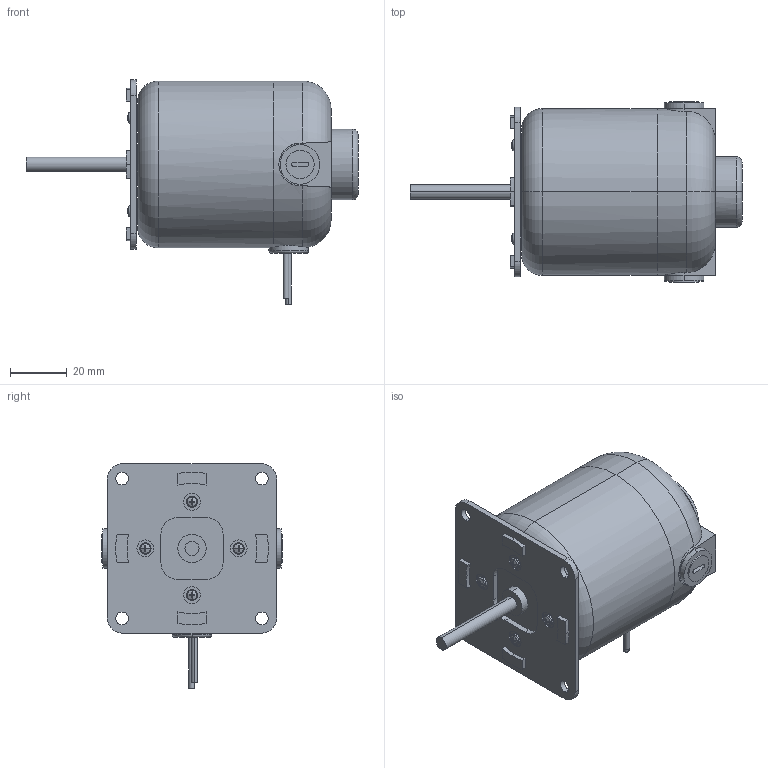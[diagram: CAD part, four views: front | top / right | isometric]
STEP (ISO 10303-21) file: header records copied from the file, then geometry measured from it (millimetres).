
FILE_DESCRIPTION(('starvars output'),'2;1');
FILE_NAME('60s.stp','10:21:34 2014/09/11',( 'Thomas Industrial Network Germany GmbH'),( 'Thomas Industrial Network Germany GmbH'),'unknown preprocess','ACIS' ,'unknown authorization');
FILE_SCHEMA(('AUTOMOTIVE_DESIGN_CC2 {UNKNOWN IMPLEMENTATION LEVEL}'));
Length unit declared in the file: millimetre
Products named in the file (1): PRODUCT_ID_46
Bounding box: 117.5 x 64 x 79.5 mm (x, y, z)
Volume: 195493.5 mm3; surface area: 25877.1 mm2
Topology: 2 solids, 2 shells, 217 faces, 523 edges, 333 vertices
Faces by surface type: plane 100, cylinder 73, torus 18, cone 18, bspline 8
Entity records: 7929 total; most frequent: CARTESIAN_POINT 1625, ORIENTED_EDGE 1046, DIRECTION 778, EDGE_CURVE 523, VERTEX_POINT 333, AXIS2_PLACEMENT_3D 277, EDGE_LOOP 256, FACE_BOUND 256
